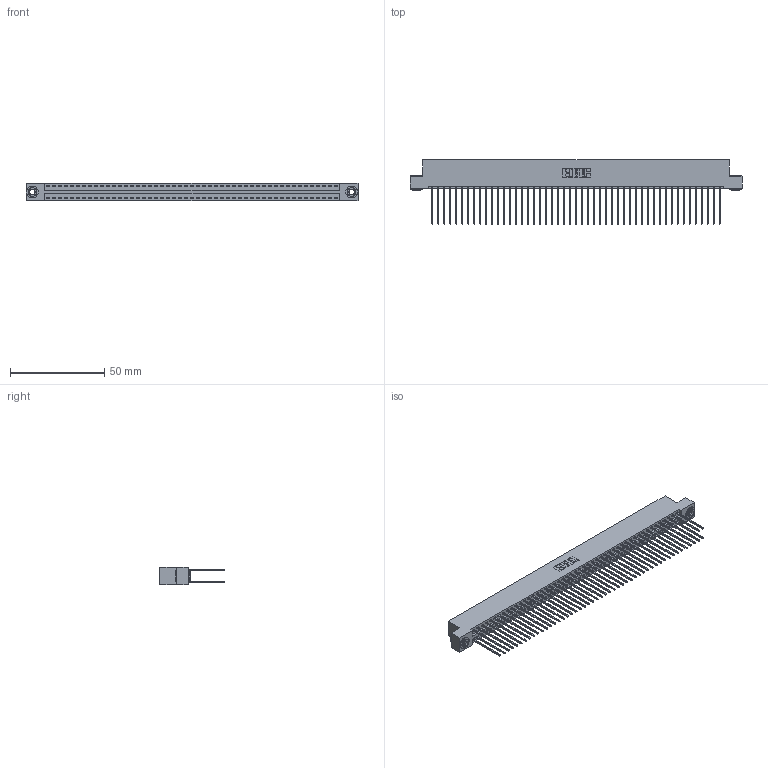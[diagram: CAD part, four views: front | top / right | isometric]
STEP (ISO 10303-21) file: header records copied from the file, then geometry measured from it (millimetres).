
FILE_DESCRIPTION (( 'STEP AP203' ), '1' );
FILE_NAME ('346-098-541-203.STEP', '2018-08-30T09:02:25', ( '' ), ( '' ), 'SwSTEP 2.0', 'SolidWorks 2016', '' );
FILE_SCHEMA (( 'CONFIG_CONTROL_DESIGN' ));
Length unit declared in the file: inch
Products named in the file (4): 346 Part_Flush Mounting Lugs - 0.156 Dia-TH; 345-292-001_345-293-141; 345-250-002_345-250-002-102; 346-098-541-203
Assembly tree (101 placements, depth 2):
  346-098-541-203
    346 Part_Flush Mounting Lugs - 0.156 Dia-TH
    345-292-001_345-293-141  x98
    345-250-002_345-250-002-102  x2
Bounding box: 176.15 x 34.29 x 9.4 mm (x, y, z)
Volume: 17812.7 mm3; surface area: 27505.4 mm2
Topology: 101 solids, 101 shells, 5256 faces, 15595 edges, 10262 vertices
Faces by surface type: plane 3516, cylinder 1732, cone 8
Entity records: 31704 total; most frequent: CARTESIAN_POINT 5191, ORIENTED_EDGE 5118, DIRECTION 4657, EDGE_CURVE 2559, LINE 2207, VECTOR 2207, VERTEX_POINT 1702, AXIS2_PLACEMENT_3D 1225
